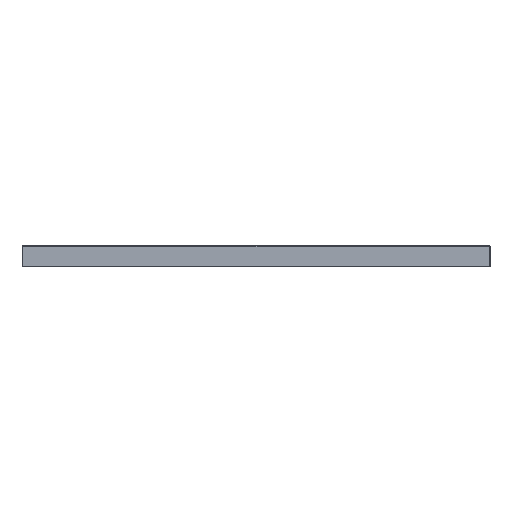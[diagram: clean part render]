
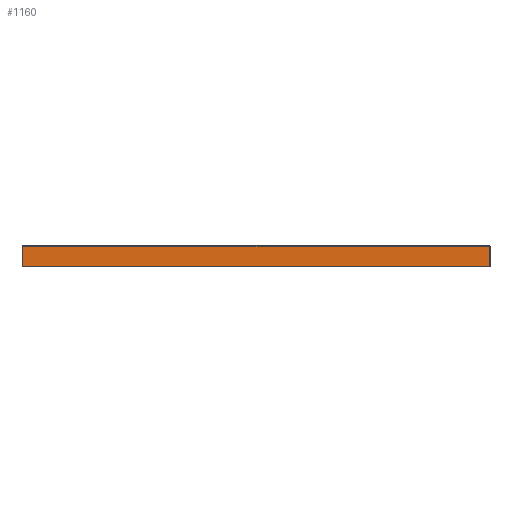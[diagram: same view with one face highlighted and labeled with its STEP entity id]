
A CAD part, left-side view. The second image highlights one B-rep face of the part: STEP entity #1160.
In plain terms, the highlighted planar face has unit normal (-1, 0, 0).
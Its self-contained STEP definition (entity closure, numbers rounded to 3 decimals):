
#340=B_SPLINE_CURVE_WITH_KNOTS('',3,(#25144,#25145,#25146,#25147,#25148,
#25149,#25150,#25151,#25152,#25153,#25154,#25155,#25156,#25157,#25158,#25159),
 .UNSPECIFIED.,.F.,.F.,(4,3,3,3,3,4),(0.,0.008,0.041,
0.172,0.697,1.),.UNSPECIFIED.);
#341=B_SPLINE_CURVE_WITH_KNOTS('',3,(#25162,#25163,#25164,#25165,#25166,
#25167,#25168,#25169,#25170,#25171,#25172,#25173,#25174,#25175,#25176,#25177,
#25178,#25179,#25180,#25181,#25182,#25183,#25184,#25185,#25186),
 .UNSPECIFIED.,.F.,.F.,(4,3,3,3,3,3,3,3,4),(0.,0.007,0.033,
0.14,0.569,0.828,0.959,
0.992,1.),.UNSPECIFIED.);
#800=FACE_OUTER_BOUND('',#1738,.T.);
#1160=ADVANCED_FACE('',(#800),#1450,.T.);
#1450=PLANE('',#6794);
#1738=EDGE_LOOP('',(#3262,#3263,#3264,#3265,#3266));
#3262=ORIENTED_EDGE('',*,*,#5317,.T.);
#3263=ORIENTED_EDGE('',*,*,#5318,.T.);
#3264=ORIENTED_EDGE('',*,*,#5319,.T.);
#3265=ORIENTED_EDGE('',*,*,#5313,.F.);
#3266=ORIENTED_EDGE('',*,*,#5320,.T.);
#4561=VERTEX_POINT('',#25135);
#4562=VERTEX_POINT('',#25137);
#4565=VERTEX_POINT('',#25160);
#4566=VERTEX_POINT('',#25161);
#4567=VERTEX_POINT('',#25187);
#5313=EDGE_CURVE('',#4561,#4562,#6014,.T.);
#5317=EDGE_CURVE('',#4565,#4566,#340,.T.);
#5318=EDGE_CURVE('',#4566,#4567,#341,.T.);
#5319=EDGE_CURVE('',#4567,#4562,#6016,.T.);
#5320=EDGE_CURVE('',#4561,#4565,#6017,.T.);
#6014=LINE('',#25136,#6406);
#6016=LINE('',#25188,#6408);
#6017=LINE('',#25189,#6409);
#6406=VECTOR('',#7973,1.);
#6408=VECTOR('',#7981,1.);
#6409=VECTOR('',#7982,1.);
#6794=AXIS2_PLACEMENT_3D('',#25190,#7983,#7984);
#7973=DIRECTION('',(0.,1.,0.));
#7981=DIRECTION('',(0.,0.,-1.));
#7982=DIRECTION('',(0.,0.,1.));
#7983=DIRECTION('',(-1.,0.,0.));
#7984=DIRECTION('',(0.,0.,1.));
#25135=CARTESIAN_POINT('',(-200.,-448.5,0.));
#25136=CARTESIAN_POINT('',(-200.,-450.,0.));
#25137=CARTESIAN_POINT('',(-200.,448.5,0.));
#25144=CARTESIAN_POINT('',(-200.,-448.5,38.481));
#25145=CARTESIAN_POINT('',(-200.,-447.274,38.467));
#25146=CARTESIAN_POINT('',(-200.,-446.048,38.464));
#25147=CARTESIAN_POINT('',(-200.,-444.821,38.464));
#25148=CARTESIAN_POINT('',(-200.,-439.917,38.464));
#25149=CARTESIAN_POINT('',(-200.,-435.012,38.464));
#25150=CARTESIAN_POINT('',(-200.,-430.108,38.464));
#25151=CARTESIAN_POINT('',(-200.,-410.489,38.464));
#25152=CARTESIAN_POINT('',(-200.,-390.87,38.464));
#25153=CARTESIAN_POINT('',(-200.,-371.252,38.464));
#25154=CARTESIAN_POINT('',(-200.,-292.777,38.464));
#25155=CARTESIAN_POINT('',(-200.,-214.303,38.464));
#25156=CARTESIAN_POINT('',(-200.,-135.829,38.464));
#25157=CARTESIAN_POINT('',(-200.,-90.552,38.464));
#25158=CARTESIAN_POINT('',(-200.,-45.276,38.464));
#25159=CARTESIAN_POINT('',(-200.,0.,38.464));
#25160=CARTESIAN_POINT('',(-200.,-448.5,38.481));
#25161=CARTESIAN_POINT('',(-200.,0.,38.464));
#25162=CARTESIAN_POINT('',(-200.,0.,38.464));
#25163=CARTESIAN_POINT('',(-200.,1.,38.464));
#25164=CARTESIAN_POINT('',(-200.,2.,38.464));
#25165=CARTESIAN_POINT('',(-200.,3.,38.464));
#25166=CARTESIAN_POINT('',(-200.,7.,38.464));
#25167=CARTESIAN_POINT('',(-200.,11.,38.464));
#25168=CARTESIAN_POINT('',(-200.,15.,38.464));
#25169=CARTESIAN_POINT('',(-200.,31.,38.464));
#25170=CARTESIAN_POINT('',(-200.,47.,38.464));
#25171=CARTESIAN_POINT('',(-200.,63.,38.464));
#25172=CARTESIAN_POINT('',(-200.,127.,38.464));
#25173=CARTESIAN_POINT('',(-200.,191.,38.464));
#25174=CARTESIAN_POINT('',(-200.,255.,38.464));
#25175=CARTESIAN_POINT('',(-200.,293.751,38.464));
#25176=CARTESIAN_POINT('',(-200.,332.501,38.464));
#25177=CARTESIAN_POINT('',(-200.,371.252,38.464));
#25178=CARTESIAN_POINT('',(-200.,390.87,38.464));
#25179=CARTESIAN_POINT('',(-200.,410.489,38.464));
#25180=CARTESIAN_POINT('',(-200.,430.108,38.464));
#25181=CARTESIAN_POINT('',(-200.,435.012,38.464));
#25182=CARTESIAN_POINT('',(-200.,439.917,38.464));
#25183=CARTESIAN_POINT('',(-200.,444.821,38.464));
#25184=CARTESIAN_POINT('',(-200.,446.048,38.464));
#25185=CARTESIAN_POINT('',(-200.,447.274,38.467));
#25186=CARTESIAN_POINT('',(-200.,448.5,38.481));
#25187=CARTESIAN_POINT('',(-200.,448.5,38.481));
#25188=CARTESIAN_POINT('',(-200.,448.5,39.));
#25189=CARTESIAN_POINT('',(-200.,-448.5,39.));
#25190=CARTESIAN_POINT('',(-200.,-450.,39.));
